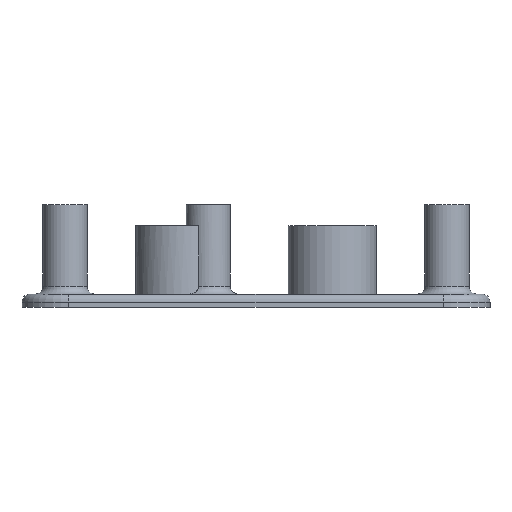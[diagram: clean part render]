
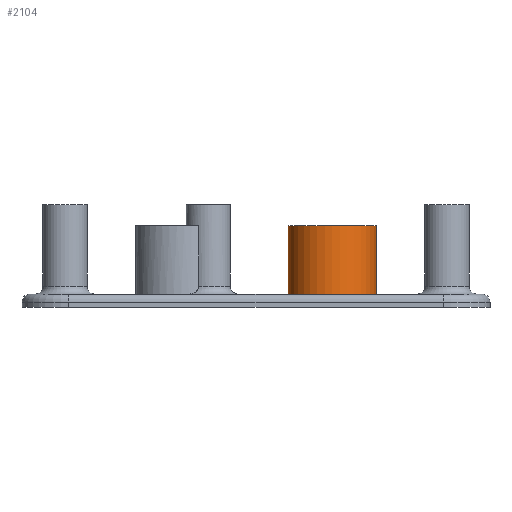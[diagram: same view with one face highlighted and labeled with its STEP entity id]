
A CAD part, front view. The second image highlights one B-rep face of the part: STEP entity #2104.
In plain terms, the highlighted cylindrical face has radius 3.3 mm (diameter 6.6 mm), a full revolution.
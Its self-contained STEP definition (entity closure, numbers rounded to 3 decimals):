
#266 = PLANE('',#267);
#267 = AXIS2_PLACEMENT_3D('',#268,#269,#270);
#268 = CARTESIAN_POINT('',(0.,0.,1.));
#269 = DIRECTION('',(0.,0.,1.));
#270 = DIRECTION('',(1.,0.,-0.));
#978 = EDGE_CURVE('',#979,#979,#981,.T.);
#979 = VERTEX_POINT('',#980);
#980 = CARTESIAN_POINT('',(9.,-23.5,1.));
#981 = SURFACE_CURVE('',#982,(#987,#998),.PCURVE_S1.);
#982 = CIRCLE('',#983,3.3);
#983 = AXIS2_PLACEMENT_3D('',#984,#985,#986);
#984 = CARTESIAN_POINT('',(5.7,-23.5,1.));
#985 = DIRECTION('',(0.,0.,-1.));
#986 = DIRECTION('',(1.,0.,0.));
#987 = PCURVE('',#266,#988);
#988 = DEFINITIONAL_REPRESENTATION('',(#989),#997);
#989 = ( BOUNDED_CURVE() B_SPLINE_CURVE(2,(#990,#991,#992,#993,#994,#995
,#996),.UNSPECIFIED.,.T.,.F.) B_SPLINE_CURVE_WITH_KNOTS((1,2,2,2,2,1),(
    -2.094,0.,2.094,4.189,6.283,
8.378),.UNSPECIFIED.) CURVE() GEOMETRIC_REPRESENTATION_ITEM() 
RATIONAL_B_SPLINE_CURVE((1.,0.5,1.,0.5,1.,0.5,1.)) REPRESENTATION_ITEM(
  '') );
#990 = CARTESIAN_POINT('',(9.,-23.5));
#991 = CARTESIAN_POINT('',(9.,-29.216));
#992 = CARTESIAN_POINT('',(4.05,-26.358));
#993 = CARTESIAN_POINT('',(-0.9,-23.5));
#994 = CARTESIAN_POINT('',(4.05,-20.642));
#995 = CARTESIAN_POINT('',(9.,-17.784));
#996 = CARTESIAN_POINT('',(9.,-23.5));
#997 = ( GEOMETRIC_REPRESENTATION_CONTEXT(2) 
PARAMETRIC_REPRESENTATION_CONTEXT() REPRESENTATION_CONTEXT('2D SPACE',''
  ) );
#998 = PCURVE('',#999,#1004);
#999 = CYLINDRICAL_SURFACE('',#1000,3.3);
#1000 = AXIS2_PLACEMENT_3D('',#1001,#1002,#1003);
#1001 = CARTESIAN_POINT('',(5.7,-23.5,0.));
#1002 = DIRECTION('',(0.,0.,-1.));
#1003 = DIRECTION('',(1.,0.,0.));
#1004 = DEFINITIONAL_REPRESENTATION('',(#1005),#1009);
#1005 = LINE('',#1006,#1007);
#1006 = CARTESIAN_POINT('',(0.,-1.));
#1007 = VECTOR('',#1008,1.);
#1008 = DIRECTION('',(1.,0.));
#1009 = ( GEOMETRIC_REPRESENTATION_CONTEXT(2) 
PARAMETRIC_REPRESENTATION_CONTEXT() REPRESENTATION_CONTEXT('2D SPACE',''
  ) );
#1536 = PLANE('',#1537);
#1537 = AXIS2_PLACEMENT_3D('',#1538,#1539,#1540);
#1538 = CARTESIAN_POINT('',(-5.7,23.5,6.1));
#1539 = DIRECTION('',(-0.,-0.,-1.));
#1540 = DIRECTION('',(-1.,0.,0.));
#2104 = ADVANCED_FACE('',(#2105),#999,.T.);
#2105 = FACE_BOUND('',#2106,.T.);
#2106 = EDGE_LOOP('',(#2107,#2108,#2131,#2153));
#2107 = ORIENTED_EDGE('',*,*,#978,.F.);
#2108 = ORIENTED_EDGE('',*,*,#2109,.T.);
#2109 = EDGE_CURVE('',#979,#2110,#2112,.T.);
#2110 = VERTEX_POINT('',#2111);
#2111 = CARTESIAN_POINT('',(9.,-23.5,6.1));
#2112 = SEAM_CURVE('',#2113,(#2117,#2124),.PCURVE_S1.);
#2113 = LINE('',#2114,#2115);
#2114 = CARTESIAN_POINT('',(9.,-23.5,0.));
#2115 = VECTOR('',#2116,1.);
#2116 = DIRECTION('',(0.,0.,1.));
#2117 = PCURVE('',#999,#2118);
#2118 = DEFINITIONAL_REPRESENTATION('',(#2119),#2123);
#2119 = LINE('',#2120,#2121);
#2120 = CARTESIAN_POINT('',(6.283,0.));
#2121 = VECTOR('',#2122,1.);
#2122 = DIRECTION('',(0.,-1.));
#2123 = ( GEOMETRIC_REPRESENTATION_CONTEXT(2) 
PARAMETRIC_REPRESENTATION_CONTEXT() REPRESENTATION_CONTEXT('2D SPACE',''
  ) );
#2124 = PCURVE('',#999,#2125);
#2125 = DEFINITIONAL_REPRESENTATION('',(#2126),#2130);
#2126 = LINE('',#2127,#2128);
#2127 = CARTESIAN_POINT('',(0.,0.));
#2128 = VECTOR('',#2129,1.);
#2129 = DIRECTION('',(0.,-1.));
#2130 = ( GEOMETRIC_REPRESENTATION_CONTEXT(2) 
PARAMETRIC_REPRESENTATION_CONTEXT() REPRESENTATION_CONTEXT('2D SPACE',''
  ) );
#2131 = ORIENTED_EDGE('',*,*,#2132,.T.);
#2132 = EDGE_CURVE('',#2110,#2110,#2133,.T.);
#2133 = SURFACE_CURVE('',#2134,(#2139,#2146),.PCURVE_S1.);
#2134 = CIRCLE('',#2135,3.3);
#2135 = AXIS2_PLACEMENT_3D('',#2136,#2137,#2138);
#2136 = CARTESIAN_POINT('',(5.7,-23.5,6.1));
#2137 = DIRECTION('',(0.,0.,-1.));
#2138 = DIRECTION('',(1.,0.,0.));
#2139 = PCURVE('',#999,#2140);
#2140 = DEFINITIONAL_REPRESENTATION('',(#2141),#2145);
#2141 = LINE('',#2142,#2143);
#2142 = CARTESIAN_POINT('',(0.,-6.1));
#2143 = VECTOR('',#2144,1.);
#2144 = DIRECTION('',(1.,0.));
#2145 = ( GEOMETRIC_REPRESENTATION_CONTEXT(2) 
PARAMETRIC_REPRESENTATION_CONTEXT() REPRESENTATION_CONTEXT('2D SPACE',''
  ) );
#2146 = PCURVE('',#1536,#2147);
#2147 = DEFINITIONAL_REPRESENTATION('',(#2148),#2152);
#2148 = CIRCLE('',#2149,3.3);
#2149 = AXIS2_PLACEMENT_2D('',#2150,#2151);
#2150 = CARTESIAN_POINT('',(-11.4,-47.));
#2151 = DIRECTION('',(-1.,0.));
#2152 = ( GEOMETRIC_REPRESENTATION_CONTEXT(2) 
PARAMETRIC_REPRESENTATION_CONTEXT() REPRESENTATION_CONTEXT('2D SPACE',''
  ) );
#2153 = ORIENTED_EDGE('',*,*,#2109,.F.);
